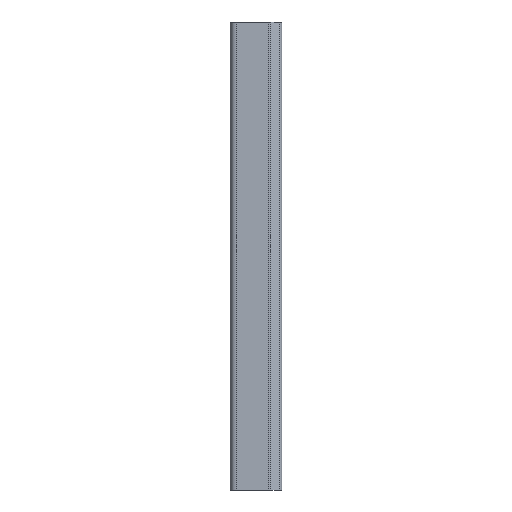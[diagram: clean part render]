
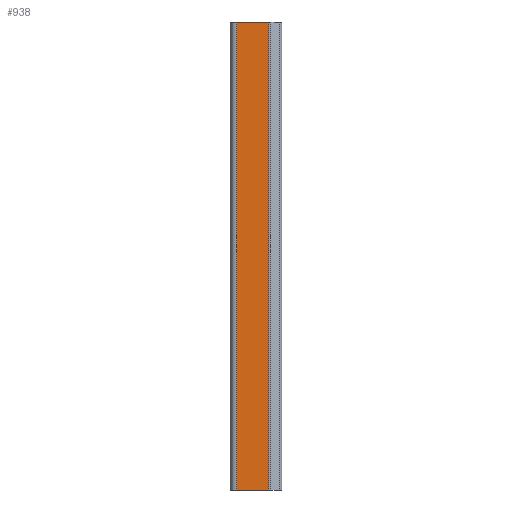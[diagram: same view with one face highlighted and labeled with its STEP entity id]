
A CAD part, left-side view. The second image highlights one B-rep face of the part: STEP entity #938.
In plain terms, the highlighted planar face has unit normal (-1, 0, 0).
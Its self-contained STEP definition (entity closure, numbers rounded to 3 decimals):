
#17 = VECTOR ( 'NONE', #141, 1000. ) ;
#54 = FACE_OUTER_BOUND ( 'NONE', #998, .T. ) ;
#67 = VECTOR ( 'NONE', #476, 1000. ) ;
#98 = VERTEX_POINT ( 'NONE', #941 ) ;
#141 = DIRECTION ( 'NONE',  ( 0., -1., 0. ) ) ;
#144 = VERTEX_POINT ( 'NONE', #464 ) ;
#178 = EDGE_CURVE ( 'NONE', #144, #98, #693, .T. ) ;
#199 = EDGE_CURVE ( 'NONE', #688, #521, #728, .T. ) ;
#227 = CARTESIAN_POINT ( 'NONE',  ( -45., -75.846, -500. ) ) ;
#258 = LINE ( 'NONE', #409, #465 ) ;
#276 = CARTESIAN_POINT ( 'NONE',  ( -45., -75.846, 500. ) ) ;
#329 = CARTESIAN_POINT ( 'NONE',  ( -45., -7., 500. ) ) ;
#352 = VECTOR ( 'NONE', #644, 1000. ) ;
#409 = CARTESIAN_POINT ( 'NONE',  ( -45., -75.846, 500. ) ) ;
#439 = DIRECTION ( 'NONE',  ( 0., 0., -1. ) ) ;
#443 = CARTESIAN_POINT ( 'NONE',  ( -45., -7., -500. ) ) ;
#464 = CARTESIAN_POINT ( 'NONE',  ( -45., -7., 500. ) ) ;
#465 = VECTOR ( 'NONE', #439, 1000. ) ;
#472 = EDGE_CURVE ( 'NONE', #98, #521, #258, .T. ) ;
#476 = DIRECTION ( 'NONE',  ( 0., 0., -1. ) ) ;
#521 = VERTEX_POINT ( 'NONE', #227 ) ;
#536 = ORIENTED_EDGE ( 'NONE', *, *, #199, .T. ) ;
#577 = ORIENTED_EDGE ( 'NONE', *, *, #178, .F. ) ;
#600 = ORIENTED_EDGE ( 'NONE', *, *, #1032, .T. ) ;
#606 = CARTESIAN_POINT ( 'NONE',  ( -45., -75.846, -500. ) ) ;
#635 = CARTESIAN_POINT ( 'NONE',  ( -45., -75.846, 500. ) ) ;
#644 = DIRECTION ( 'NONE',  ( 0., -1., 0. ) ) ;
#688 = VERTEX_POINT ( 'NONE', #443 ) ;
#693 = LINE ( 'NONE', #276, #352 ) ;
#728 = LINE ( 'NONE', #606, #17 ) ;
#849 = PLANE ( 'NONE',  #988 ) ;
#875 = DIRECTION ( 'NONE',  ( 0., 1., 0. ) ) ;
#925 = LINE ( 'NONE', #329, #67 ) ;
#938 = ADVANCED_FACE ( 'NONE', ( #54 ), #849, .F. ) ;
#941 = CARTESIAN_POINT ( 'NONE',  ( -45., -75.846, 500. ) ) ;
#949 = DIRECTION ( 'NONE',  ( 1., 0., 0. ) ) ;
#988 = AXIS2_PLACEMENT_3D ( 'NONE', #635, #949, #875 ) ;
#998 = EDGE_LOOP ( 'NONE', ( #536, #1009, #577, #600 ) ) ;
#1009 = ORIENTED_EDGE ( 'NONE', *, *, #472, .F. ) ;
#1032 = EDGE_CURVE ( 'NONE', #144, #688, #925, .T. ) ;
